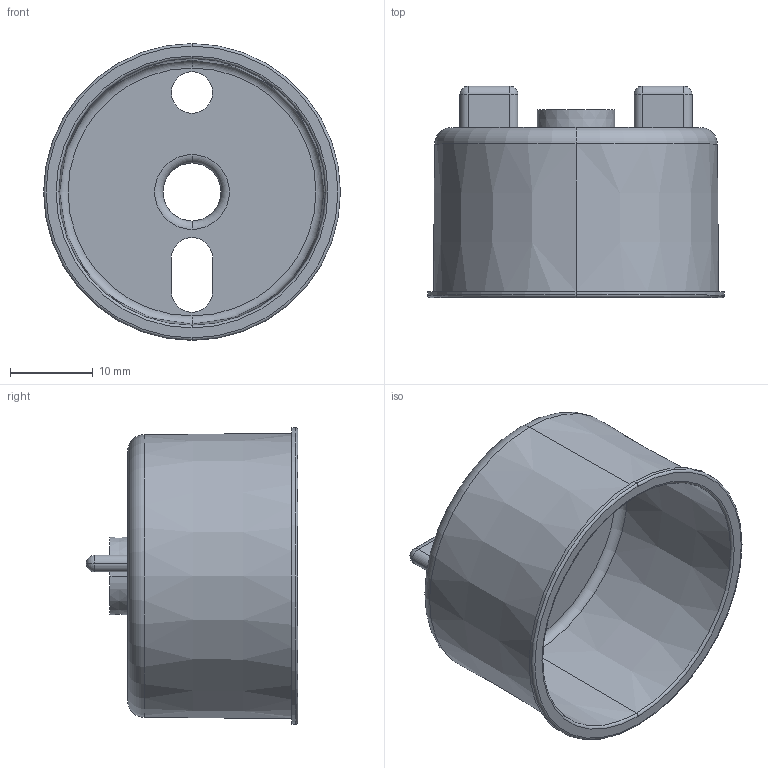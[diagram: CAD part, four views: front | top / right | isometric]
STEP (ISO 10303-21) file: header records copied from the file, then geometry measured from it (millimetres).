
FILE_DESCRIPTION (( 'STEP AP214' ), '1' );
FILE_NAME ('1245-D.STEP', '2017-03-07T15:41:28', ( '' ), ( '' ), 'SwSTEP 2.0', 'SolidWorks 2016', '' );
FILE_SCHEMA (( 'AUTOMOTIVE_DESIGN' ));
Length unit declared in the file: millimetre
Products named in the file (1): 1245-D
Bounding box: 35.81 x 25.5 x 35.81 mm (x, y, z)
Volume: 3786.1 mm3; surface area: 6071.2 mm2
Topology: 1 solids, 1 shells, 58 faces, 133 edges, 74 vertices
Faces by surface type: cylinder 17, torus 12, plane 11, cone 10, sphere 8
Entity records: 1633 total; most frequent: DIRECTION 325, CARTESIAN_POINT 258, ORIENTED_EDGE 250, AXIS2_PLACEMENT_3D 141, EDGE_CURVE 125, CIRCLE 82, VERTEX_POINT 74, EDGE_LOOP 69
